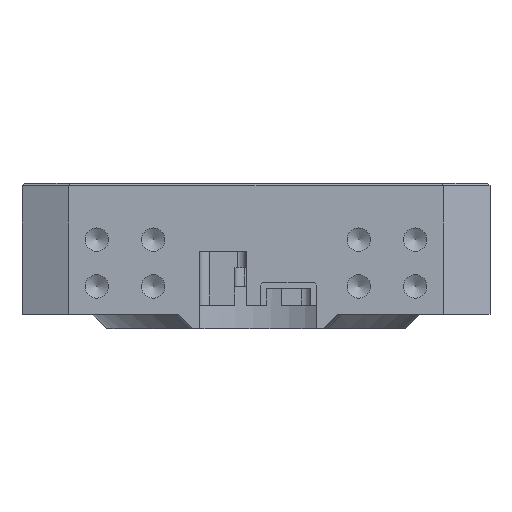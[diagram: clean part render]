
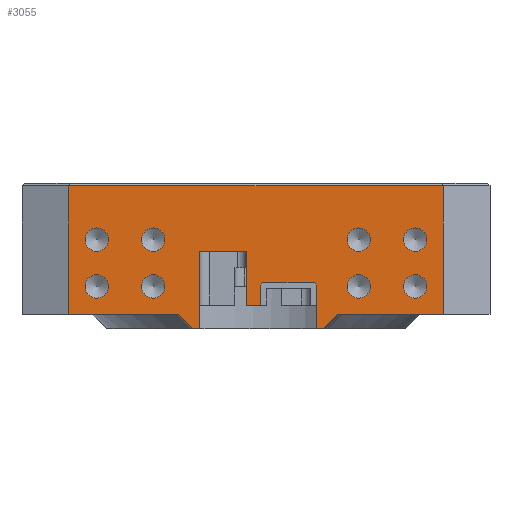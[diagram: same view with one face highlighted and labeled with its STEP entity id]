
A CAD part, front view. The second image highlights one B-rep face of the part: STEP entity #3055.
In plain terms, the highlighted planar face has unit normal (0, -1, 0).
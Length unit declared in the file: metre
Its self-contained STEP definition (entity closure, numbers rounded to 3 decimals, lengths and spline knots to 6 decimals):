
#109=LINE('',#4488,#411);
#110=LINE('',#4491,#412);
#111=LINE('',#4493,#413);
#112=LINE('',#4495,#414);
#113=LINE('',#4497,#415);
#114=LINE('',#4499,#416);
#115=LINE('',#4501,#417);
#116=LINE('',#4503,#418);
#117=LINE('',#4505,#419);
#118=LINE('',#4507,#420);
#119=LINE('',#4509,#421);
#120=LINE('',#4511,#422);
#121=LINE('',#4513,#423);
#122=LINE('',#4515,#424);
#123=LINE('',#4517,#425);
#124=LINE('',#4519,#426);
#125=LINE('',#4521,#427);
#126=LINE('',#4523,#428);
#411=VECTOR('',#3576,1.);
#412=VECTOR('',#3577,1.);
#413=VECTOR('',#3578,1.);
#414=VECTOR('',#3579,1.);
#415=VECTOR('',#3580,1.);
#416=VECTOR('',#3581,1.);
#417=VECTOR('',#3582,1.);
#418=VECTOR('',#3583,1.);
#419=VECTOR('',#3584,1.);
#420=VECTOR('',#3585,1.);
#421=VECTOR('',#3586,1.);
#422=VECTOR('',#3587,1.);
#423=VECTOR('',#3588,1.);
#424=VECTOR('',#3589,1.);
#425=VECTOR('',#3590,1.);
#426=VECTOR('',#3591,1.);
#427=VECTOR('',#3592,1.);
#428=VECTOR('',#3593,1.);
#713=ORIENTED_EDGE('',*,*,#1581,.T.);
#714=ORIENTED_EDGE('',*,*,#1582,.T.);
#715=ORIENTED_EDGE('',*,*,#1583,.T.);
#716=ORIENTED_EDGE('',*,*,#1584,.T.);
#717=ORIENTED_EDGE('',*,*,#1585,.T.);
#718=ORIENTED_EDGE('',*,*,#1586,.T.);
#719=ORIENTED_EDGE('',*,*,#1587,.T.);
#720=ORIENTED_EDGE('',*,*,#1588,.T.);
#721=ORIENTED_EDGE('',*,*,#1589,.T.);
#722=ORIENTED_EDGE('',*,*,#1590,.T.);
#723=ORIENTED_EDGE('',*,*,#1591,.F.);
#724=ORIENTED_EDGE('',*,*,#1592,.T.);
#725=ORIENTED_EDGE('',*,*,#1593,.T.);
#726=ORIENTED_EDGE('',*,*,#1594,.F.);
#727=ORIENTED_EDGE('',*,*,#1595,.F.);
#728=ORIENTED_EDGE('',*,*,#1596,.F.);
#729=ORIENTED_EDGE('',*,*,#1597,.T.);
#730=ORIENTED_EDGE('',*,*,#1598,.F.);
#731=ORIENTED_EDGE('',*,*,#1599,.T.);
#732=ORIENTED_EDGE('',*,*,#1600,.T.);
#733=ORIENTED_EDGE('',*,*,#1601,.F.);
#734=ORIENTED_EDGE('',*,*,#1602,.T.);
#735=ORIENTED_EDGE('',*,*,#1603,.T.);
#736=ORIENTED_EDGE('',*,*,#1604,.F.);
#737=ORIENTED_EDGE('',*,*,#1605,.T.);
#738=ORIENTED_EDGE('',*,*,#1606,.T.);
#1581=EDGE_CURVE('',#2015,#2015,#2321,.T.);
#1582=EDGE_CURVE('',#2016,#2016,#2322,.T.);
#1583=EDGE_CURVE('',#2017,#2017,#2323,.T.);
#1584=EDGE_CURVE('',#2018,#2018,#2324,.T.);
#1585=EDGE_CURVE('',#2019,#2019,#2325,.T.);
#1586=EDGE_CURVE('',#2020,#2020,#2326,.T.);
#1587=EDGE_CURVE('',#2021,#2021,#2327,.T.);
#1588=EDGE_CURVE('',#2022,#2022,#2328,.T.);
#1589=EDGE_CURVE('',#2023,#2024,#109,.T.);
#1590=EDGE_CURVE('',#2024,#2025,#110,.T.);
#1591=EDGE_CURVE('',#2026,#2025,#111,.T.);
#1592=EDGE_CURVE('',#2026,#2027,#112,.T.);
#1593=EDGE_CURVE('',#2027,#2028,#113,.T.);
#1594=EDGE_CURVE('',#2029,#2028,#114,.T.);
#1595=EDGE_CURVE('',#2030,#2029,#115,.T.);
#1596=EDGE_CURVE('',#2031,#2030,#116,.T.);
#1597=EDGE_CURVE('',#2031,#2032,#117,.T.);
#1598=EDGE_CURVE('',#2033,#2032,#118,.T.);
#1599=EDGE_CURVE('',#2033,#2034,#119,.T.);
#1600=EDGE_CURVE('',#2034,#2035,#120,.T.);
#1601=EDGE_CURVE('',#2036,#2035,#121,.T.);
#1602=EDGE_CURVE('',#2036,#2037,#122,.F.);
#1603=EDGE_CURVE('',#2037,#2038,#123,.T.);
#1604=EDGE_CURVE('',#2039,#2038,#124,.T.);
#1605=EDGE_CURVE('',#2039,#2040,#125,.T.);
#1606=EDGE_CURVE('',#2040,#2023,#126,.T.);
#2015=VERTEX_POINT('',#4473);
#2016=VERTEX_POINT('',#4475);
#2017=VERTEX_POINT('',#4477);
#2018=VERTEX_POINT('',#4479);
#2019=VERTEX_POINT('',#4481);
#2020=VERTEX_POINT('',#4483);
#2021=VERTEX_POINT('',#4485);
#2022=VERTEX_POINT('',#4487);
#2023=VERTEX_POINT('',#4489);
#2024=VERTEX_POINT('',#4490);
#2025=VERTEX_POINT('',#4492);
#2026=VERTEX_POINT('',#4494);
#2027=VERTEX_POINT('',#4496);
#2028=VERTEX_POINT('',#4498);
#2029=VERTEX_POINT('',#4500);
#2030=VERTEX_POINT('',#4502);
#2031=VERTEX_POINT('',#4504);
#2032=VERTEX_POINT('',#4506);
#2033=VERTEX_POINT('',#4508);
#2034=VERTEX_POINT('',#4510);
#2035=VERTEX_POINT('',#4512);
#2036=VERTEX_POINT('',#4514);
#2037=VERTEX_POINT('',#4516);
#2038=VERTEX_POINT('',#4518);
#2039=VERTEX_POINT('',#4520);
#2040=VERTEX_POINT('',#4522);
#2321=CIRCLE('',#3252,0.0025);
#2322=CIRCLE('',#3253,0.0025);
#2323=CIRCLE('',#3254,0.0025);
#2324=CIRCLE('',#3255,0.0025);
#2325=CIRCLE('',#3256,0.0025);
#2326=CIRCLE('',#3257,0.0025);
#2327=CIRCLE('',#3258,0.0025);
#2328=CIRCLE('',#3259,0.0025);
#2435=EDGE_LOOP('',(#713));
#2436=EDGE_LOOP('',(#714));
#2437=EDGE_LOOP('',(#715));
#2438=EDGE_LOOP('',(#716));
#2439=EDGE_LOOP('',(#717));
#2440=EDGE_LOOP('',(#718));
#2441=EDGE_LOOP('',(#719));
#2442=EDGE_LOOP('',(#720));
#2443=EDGE_LOOP('',(#721,#722,#723,#724,#725,#726,#727,#728,#729,#730,#731,
#732,#733,#734,#735,#736,#737,#738));
#2683=FACE_BOUND('',#2435,.T.);
#2684=FACE_BOUND('',#2436,.T.);
#2685=FACE_BOUND('',#2437,.T.);
#2686=FACE_BOUND('',#2438,.T.);
#2687=FACE_BOUND('',#2439,.T.);
#2688=FACE_BOUND('',#2440,.T.);
#2689=FACE_BOUND('',#2441,.T.);
#2690=FACE_BOUND('',#2442,.T.);
#2691=FACE_BOUND('',#2443,.T.);
#2941=PLANE('',#3251);
#3055=ADVANCED_FACE('',(#2683,#2684,#2685,#2686,#2687,#2688,#2689,#2690,
#2691),#2941,.T.);
#3251=AXIS2_PLACEMENT_3D('',#4471,#3558,#3559);
#3252=AXIS2_PLACEMENT_3D('',#4472,#3560,#3561);
#3253=AXIS2_PLACEMENT_3D('',#4474,#3562,#3563);
#3254=AXIS2_PLACEMENT_3D('',#4476,#3564,#3565);
#3255=AXIS2_PLACEMENT_3D('',#4478,#3566,#3567);
#3256=AXIS2_PLACEMENT_3D('',#4480,#3568,#3569);
#3257=AXIS2_PLACEMENT_3D('',#4482,#3570,#3571);
#3258=AXIS2_PLACEMENT_3D('',#4484,#3572,#3573);
#3259=AXIS2_PLACEMENT_3D('',#4486,#3574,#3575);
#3558=DIRECTION('',(0.,-1.,0.));
#3559=DIRECTION('',(0.,0.,-1.));
#3560=DIRECTION('',(0.,1.,0.));
#3561=DIRECTION('',(0.,0.,1.));
#3562=DIRECTION('',(0.,1.,0.));
#3563=DIRECTION('',(0.,0.,1.));
#3564=DIRECTION('',(0.,1.,0.));
#3565=DIRECTION('',(0.,0.,1.));
#3566=DIRECTION('',(0.,1.,0.));
#3567=DIRECTION('',(0.,0.,1.));
#3568=DIRECTION('',(0.,1.,0.));
#3569=DIRECTION('',(0.,0.,1.));
#3570=DIRECTION('',(0.,1.,0.));
#3571=DIRECTION('',(0.,0.,1.));
#3572=DIRECTION('',(0.,1.,0.));
#3573=DIRECTION('',(0.,0.,1.));
#3574=DIRECTION('',(0.,1.,0.));
#3575=DIRECTION('',(0.,0.,1.));
#3576=DIRECTION('',(0.,0.,1.));
#3577=DIRECTION('',(-1.,0.,0.));
#3578=DIRECTION('',(0.,0.,1.));
#3579=DIRECTION('',(1.,0.,0.));
#3580=DIRECTION('',(0.707,0.,-0.707));
#3581=DIRECTION('',(-1.,0.,0.));
#3582=DIRECTION('',(0.,0.,-1.));
#3583=DIRECTION('',(-1.,0.,0.));
#3584=DIRECTION('',(0.,0.,-1.));
#3585=DIRECTION('',(-1.,0.,0.));
#3586=DIRECTION('',(0.,0.,1.));
#3587=DIRECTION('',(0.707,0.,0.707));
#3588=DIRECTION('',(-1.,0.,0.));
#3589=DIRECTION('',(-0.707,0.,0.707));
#3590=DIRECTION('',(0.,0.,-1.));
#3591=DIRECTION('',(-1.,0.,0.));
#3592=DIRECTION('',(0.707,0.,0.707));
#3593=DIRECTION('',(1.,0.,0.));
#4471=CARTESIAN_POINT('',(0.05,-0.05,0.0155));
#4472=CARTESIAN_POINT('',(-0.022,-0.05,0.019));
#4473=CARTESIAN_POINT('',(-0.022,-0.05,0.0215));
#4474=CARTESIAN_POINT('',(0.022,-0.05,0.019));
#4475=CARTESIAN_POINT('',(0.022,-0.05,0.0215));
#4476=CARTESIAN_POINT('',(0.034,-0.05,0.019));
#4477=CARTESIAN_POINT('',(0.034,-0.05,0.0215));
#4478=CARTESIAN_POINT('',(0.034,-0.05,0.009));
#4479=CARTESIAN_POINT('',(0.034,-0.05,0.0115));
#4480=CARTESIAN_POINT('',(0.022,-0.05,0.009));
#4481=CARTESIAN_POINT('',(0.022,-0.05,0.0115));
#4482=CARTESIAN_POINT('',(-0.022,-0.05,0.009));
#4483=CARTESIAN_POINT('',(-0.022,-0.05,0.0115));
#4484=CARTESIAN_POINT('',(-0.034,-0.05,0.009));
#4485=CARTESIAN_POINT('',(-0.034,-0.05,0.0115));
#4486=CARTESIAN_POINT('',(-0.034,-0.05,0.019));
#4487=CARTESIAN_POINT('',(-0.034,-0.05,0.0215));
#4488=CARTESIAN_POINT('',(0.04,-0.05,-0.163589));
#4489=CARTESIAN_POINT('',(0.04,-0.05,0.003));
#4490=CARTESIAN_POINT('',(0.04,-0.05,0.0305));
#4491=CARTESIAN_POINT('',(0.05,-0.05,0.0305));
#4492=CARTESIAN_POINT('',(-0.04,-0.05,0.0305));
#4493=CARTESIAN_POINT('',(-0.04,-0.05,-0.163589));
#4494=CARTESIAN_POINT('',(-0.04,-0.05,0.003));
#4495=CARTESIAN_POINT('',(0.05,-0.05,0.003));
#4496=CARTESIAN_POINT('',(-0.0165,-0.05,0.003));
#4497=CARTESIAN_POINT('',(0.0105,-0.05,-0.024));
#4498=CARTESIAN_POINT('',(-0.0135,-0.05,0.));
#4499=CARTESIAN_POINT('',(0.05,-0.05,0.));
#4500=CARTESIAN_POINT('',(-0.012,-0.05,0.));
#4501=CARTESIAN_POINT('',(-0.012,-0.05,0.005));
#4502=CARTESIAN_POINT('',(-0.012,-0.05,0.0165));
#4503=CARTESIAN_POINT('',(0.05,-0.05,0.0165));
#4504=CARTESIAN_POINT('',(-0.002,-0.05,0.0165));
#4505=CARTESIAN_POINT('',(-0.002,-0.05,0.0165));
#4506=CARTESIAN_POINT('',(-0.002,-0.05,0.005));
#4507=CARTESIAN_POINT('',(0.05,-0.05,0.005));
#4508=CARTESIAN_POINT('',(0.0009,-0.05,0.005));
#4509=CARTESIAN_POINT('',(0.0009,-0.05,0.0074));
#4510=CARTESIAN_POINT('',(0.0009,-0.05,0.0093));
#4511=CARTESIAN_POINT('',(0.0009,-0.05,0.0093));
#4512=CARTESIAN_POINT('',(0.0014,-0.05,0.0098));
#4513=CARTESIAN_POINT('',(0.00695,-0.05,0.0098));
#4514=CARTESIAN_POINT('',(0.0125,-0.05,0.0098));
#4515=CARTESIAN_POINT('',(0.0125,-0.05,0.0098));
#4516=CARTESIAN_POINT('',(0.013,-0.05,0.0093));
#4517=CARTESIAN_POINT('',(0.013,-0.05,0.005));
#4518=CARTESIAN_POINT('',(0.013,-0.05,0.));
#4519=CARTESIAN_POINT('',(0.05,-0.05,0.));
#4520=CARTESIAN_POINT('',(0.0145,-0.05,0.));
#4521=CARTESIAN_POINT('',(0.04,-0.05,0.0255));
#4522=CARTESIAN_POINT('',(0.0175,-0.05,0.003));
#4523=CARTESIAN_POINT('',(0.05,-0.05,0.003));
